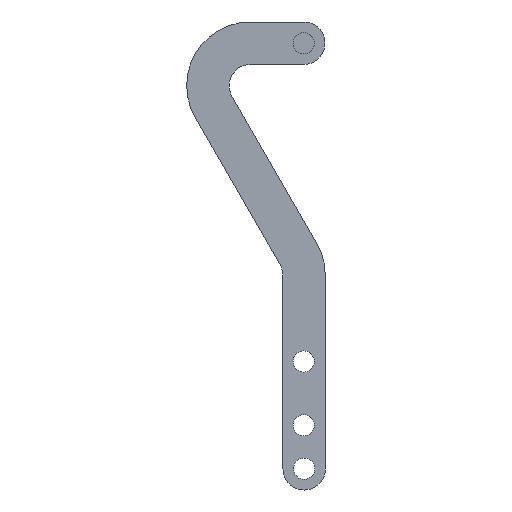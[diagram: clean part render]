
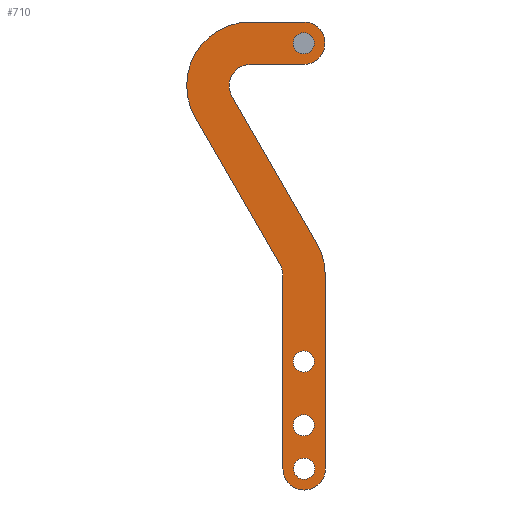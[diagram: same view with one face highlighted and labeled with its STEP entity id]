
A CAD part, left-side view. The second image highlights one B-rep face of the part: STEP entity #710.
In plain terms, the highlighted planar face has unit normal (-1, 0, 0).
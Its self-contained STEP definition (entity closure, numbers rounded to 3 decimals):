
#25=FACE_BOUND('',#128,.T.);
#26=FACE_BOUND('',#129,.T.);
#27=FACE_BOUND('',#130,.T.);
#28=FACE_BOUND('',#131,.T.);
#46=PLANE('',#798);
#76=FACE_OUTER_BOUND('',#127,.T.);
#127=EDGE_LOOP('',(#590,#591,#592,#593,#594,#595,#596,#597,#598,#599,#600,
#601));
#128=EDGE_LOOP('',(#602));
#129=EDGE_LOOP('',(#603));
#130=EDGE_LOOP('',(#604));
#131=EDGE_LOOP('',(#605));
#183=LINE('',#1191,#240);
#184=LINE('',#1195,#241);
#185=LINE('',#1199,#242);
#186=LINE('',#1203,#243);
#187=LINE('',#1207,#244);
#188=LINE('',#1211,#245);
#240=VECTOR('',#975,10.);
#241=VECTOR('',#978,10.);
#242=VECTOR('',#981,10.);
#243=VECTOR('',#984,10.);
#244=VECTOR('',#987,10.);
#245=VECTOR('',#990,10.);
#284=CIRCLE('',#787,4.);
#294=CIRCLE('',#799,8.);
#295=CIRCLE('',#800,8.);
#296=CIRCLE('',#801,24.);
#297=CIRCLE('',#802,8.);
#298=CIRCLE('',#803,8.);
#299=CIRCLE('',#804,24.);
#300=CIRCLE('',#805,4.);
#301=CIRCLE('',#806,4.);
#302=CIRCLE('',#807,4.);
#338=VERTEX_POINT('',#1154);
#354=VERTEX_POINT('',#1189);
#355=VERTEX_POINT('',#1190);
#356=VERTEX_POINT('',#1192);
#357=VERTEX_POINT('',#1194);
#358=VERTEX_POINT('',#1196);
#359=VERTEX_POINT('',#1198);
#360=VERTEX_POINT('',#1200);
#361=VERTEX_POINT('',#1202);
#362=VERTEX_POINT('',#1204);
#363=VERTEX_POINT('',#1206);
#364=VERTEX_POINT('',#1208);
#365=VERTEX_POINT('',#1210);
#366=VERTEX_POINT('',#1213);
#367=VERTEX_POINT('',#1215);
#368=VERTEX_POINT('',#1217);
#422=EDGE_CURVE('',#338,#338,#284,.T.);
#438=EDGE_CURVE('',#354,#355,#183,.T.);
#439=EDGE_CURVE('',#356,#354,#294,.T.);
#440=EDGE_CURVE('',#357,#356,#184,.T.);
#441=EDGE_CURVE('',#358,#357,#295,.T.);
#442=EDGE_CURVE('',#359,#358,#185,.T.);
#443=EDGE_CURVE('',#360,#359,#296,.T.);
#444=EDGE_CURVE('',#361,#360,#186,.T.);
#445=EDGE_CURVE('',#362,#361,#297,.T.);
#446=EDGE_CURVE('',#363,#362,#187,.T.);
#447=EDGE_CURVE('',#364,#363,#298,.T.);
#448=EDGE_CURVE('',#365,#364,#188,.T.);
#449=EDGE_CURVE('',#355,#365,#299,.T.);
#450=EDGE_CURVE('',#366,#366,#300,.T.);
#451=EDGE_CURVE('',#367,#367,#301,.T.);
#452=EDGE_CURVE('',#368,#368,#302,.T.);
#590=ORIENTED_EDGE('',*,*,#438,.F.);
#591=ORIENTED_EDGE('',*,*,#439,.F.);
#592=ORIENTED_EDGE('',*,*,#440,.F.);
#593=ORIENTED_EDGE('',*,*,#441,.F.);
#594=ORIENTED_EDGE('',*,*,#442,.F.);
#595=ORIENTED_EDGE('',*,*,#443,.F.);
#596=ORIENTED_EDGE('',*,*,#444,.F.);
#597=ORIENTED_EDGE('',*,*,#445,.F.);
#598=ORIENTED_EDGE('',*,*,#446,.F.);
#599=ORIENTED_EDGE('',*,*,#447,.F.);
#600=ORIENTED_EDGE('',*,*,#448,.F.);
#601=ORIENTED_EDGE('',*,*,#449,.F.);
#602=ORIENTED_EDGE('',*,*,#422,.T.);
#603=ORIENTED_EDGE('',*,*,#450,.F.);
#604=ORIENTED_EDGE('',*,*,#451,.F.);
#605=ORIENTED_EDGE('',*,*,#452,.F.);
#710=ADVANCED_FACE('',(#76,#25,#26,#27,#28),#46,.F.);
#787=AXIS2_PLACEMENT_3D('',#1156,#945,#946);
#798=AXIS2_PLACEMENT_3D('',#1188,#973,#974);
#799=AXIS2_PLACEMENT_3D('',#1193,#976,#977);
#800=AXIS2_PLACEMENT_3D('',#1197,#979,#980);
#801=AXIS2_PLACEMENT_3D('',#1201,#982,#983);
#802=AXIS2_PLACEMENT_3D('',#1205,#985,#986);
#803=AXIS2_PLACEMENT_3D('',#1209,#988,#989);
#804=AXIS2_PLACEMENT_3D('',#1212,#991,#992);
#805=AXIS2_PLACEMENT_3D('',#1214,#993,#994);
#806=AXIS2_PLACEMENT_3D('',#1216,#995,#996);
#807=AXIS2_PLACEMENT_3D('',#1218,#997,#998);
#945=DIRECTION('center_axis',(1.,0.,0.));
#946=DIRECTION('ref_axis',(0.,1.,-0.009));
#973=DIRECTION('center_axis',(1.,0.,0.));
#974=DIRECTION('ref_axis',(0.,1.,0.));
#975=DIRECTION('',(0.,-0.5,-0.866));
#976=DIRECTION('center_axis',(-1.,0.,0.));
#977=DIRECTION('ref_axis',(0.,0.866,-0.5));
#978=DIRECTION('',(0.,1.,0.));
#979=DIRECTION('center_axis',(1.,0.,0.));
#980=DIRECTION('ref_axis',(0.,1.,0.));
#981=DIRECTION('',(0.,-1.,0.));
#982=DIRECTION('center_axis',(1.,0.,0.));
#983=DIRECTION('ref_axis',(0.,0.866,-0.5));
#984=DIRECTION('',(0.,0.5,0.866));
#985=DIRECTION('center_axis',(-1.,0.,0.));
#986=DIRECTION('ref_axis',(0.,-0.866,0.5));
#987=DIRECTION('',(0.,0.,1.));
#988=DIRECTION('center_axis',(1.,0.,0.));
#989=DIRECTION('ref_axis',(0.,1.,0.));
#990=DIRECTION('',(0.,0.,-1.));
#991=DIRECTION('center_axis',(1.,0.,0.));
#992=DIRECTION('ref_axis',(0.,-0.866,0.5));
#993=DIRECTION('center_axis',(-1.,0.,0.));
#994=DIRECTION('ref_axis',(0.,1.,0.));
#995=DIRECTION('center_axis',(-1.,0.,0.));
#996=DIRECTION('ref_axis',(0.,1.,0.));
#997=DIRECTION('center_axis',(-1.,0.,0.));
#998=DIRECTION('ref_axis',(0.,1.,0.));
#1154=CARTESIAN_POINT('',(-21.,-4.143,-160.391));
#1156=CARTESIAN_POINT('Origin',(-21.,-0.144,-160.426));
#1188=CARTESIAN_POINT('Origin',(-21.,18.,-76.213));
#1189=CARTESIAN_POINT('',(-21.,27.072,-20.));
#1190=CARTESIAN_POINT('',(-21.,-4.928,-75.426));
#1191=CARTESIAN_POINT('',(-21.,27.072,-20.));
#1192=CARTESIAN_POINT('',(-21.,20.144,-8.));
#1193=CARTESIAN_POINT('Origin',(-21.,20.144,-16.));
#1194=CARTESIAN_POINT('',(-21.,0.,-8.));
#1195=CARTESIAN_POINT('',(-21.,0.,-8.));
#1196=CARTESIAN_POINT('',(-21.,0.,8.));
#1197=CARTESIAN_POINT('Origin',(-21.,0.,0.));
#1198=CARTESIAN_POINT('',(-21.,20.144,8.));
#1199=CARTESIAN_POINT('',(-21.,0.,8.));
#1200=CARTESIAN_POINT('',(-21.,40.928,-28.));
#1201=CARTESIAN_POINT('Origin',(-21.,20.144,-16.));
#1202=CARTESIAN_POINT('',(-21.,8.928,-83.426));
#1203=CARTESIAN_POINT('',(-21.,40.928,-28.));
#1204=CARTESIAN_POINT('',(-21.,7.856,-87.426));
#1205=CARTESIAN_POINT('Origin',(-21.,15.856,-87.426));
#1206=CARTESIAN_POINT('',(-21.,7.856,-160.426));
#1207=CARTESIAN_POINT('',(-21.,7.856,-160.426));
#1208=CARTESIAN_POINT('',(-21.,-8.144,-160.426));
#1209=CARTESIAN_POINT('Origin',(-21.,-0.144,-160.426));
#1210=CARTESIAN_POINT('',(-21.,-8.144,-87.426));
#1211=CARTESIAN_POINT('',(-21.,-8.144,-160.426));
#1212=CARTESIAN_POINT('Origin',(-21.,15.856,-87.426));
#1213=CARTESIAN_POINT('',(-21.,-4.,-144.));
#1214=CARTESIAN_POINT('Origin',(-21.,0.,-144.));
#1215=CARTESIAN_POINT('',(-21.,-4.,-120.));
#1216=CARTESIAN_POINT('Origin',(-21.,0.,-120.));
#1217=CARTESIAN_POINT('',(-21.,-4.,0.));
#1218=CARTESIAN_POINT('Origin',(-21.,0.,0.));
